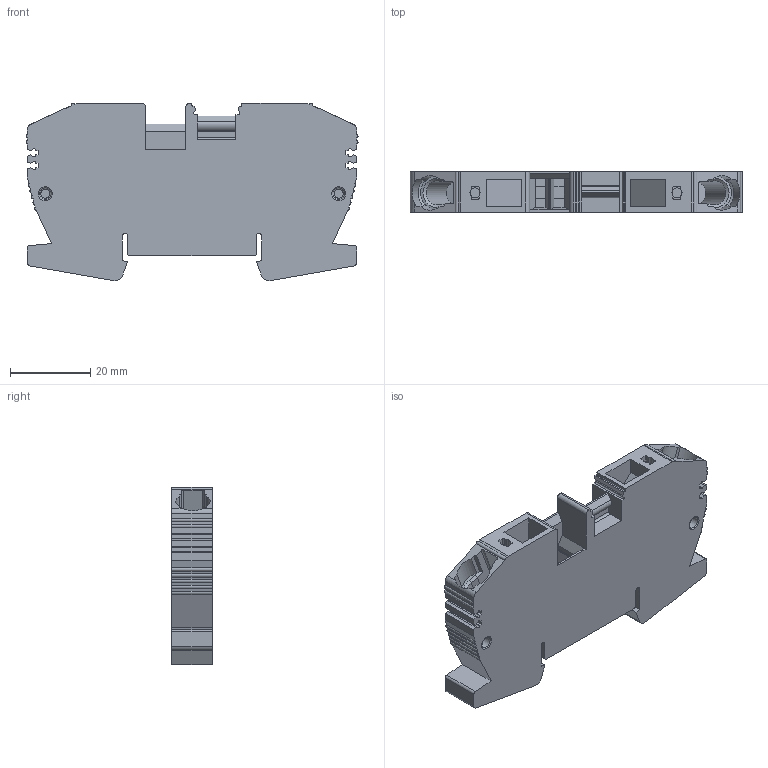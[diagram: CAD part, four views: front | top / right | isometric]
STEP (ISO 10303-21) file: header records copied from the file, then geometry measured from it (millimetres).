
FILE_DESCRIPTION(/* description */ ('Unknown'),/* implementation_level */ '2;1');
FILE_NAME(/* name */ 'BKF-10-AZ',/* time_stamp */ '2024-10-21T17:38:40-03:00',/* author */ ('Unknown'),/* organization */ ('Unknown'),/* preprocessor_version */ 'ST-DEVELOPER v16.7',/* originating_system */ 'Solid Edge',/* authorisation */ 'Unknown');
FILE_SCHEMA (('AUTOMOTIVE_DESIGN {1 0 10303 214 3 1 1}'));
Length unit declared in the file: millimetre
Products named in the file (1): BKF-10
Bounding box: 82.6 x 10.1 x 44.2 mm (x, y, z)
Volume: 26120.3 mm3; surface area: 12045.9 mm2
Topology: 1 solids, 1 shells, 295 faces, 833 edges, 546 vertices
Faces by surface type: plane 208, cylinder 79, torus 4, cone 4
Full cylindrical faces by diameter (mm): 2.5 x2, 3 x2
Entity records: 9467 total; most frequent: CARTESIAN_POINT 1685, ORIENTED_EDGE 1646, DIRECTION 1591, EDGE_CURVE 823, LINE 635, VECTOR 635, VERTEX_POINT 544, AXIS2_PLACEMENT_3D 478
